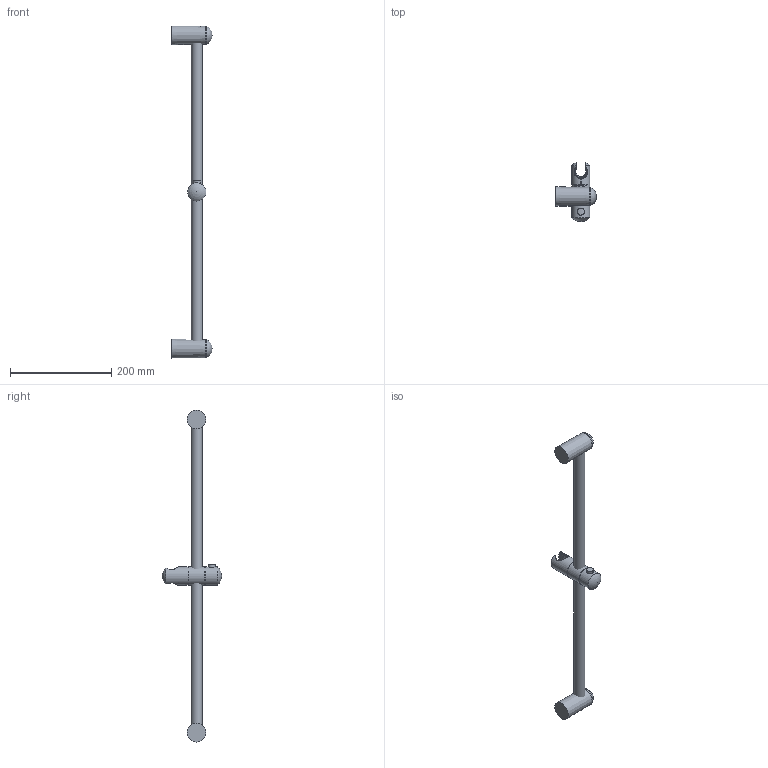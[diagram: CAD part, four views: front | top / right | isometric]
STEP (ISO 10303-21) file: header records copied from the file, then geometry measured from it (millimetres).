
FILE_DESCRIPTION(/* description */ ('Unknown'),/* implementation_level */ '2;1');
FILE_NAME(/* name */ '27523000',/* time_stamp */ '2022-09-08T16:13:48+02:00',/* author */ ('Unknown'),/* organization */ ('GROHE AG'),/* preprocessor_version */ 'ST-DEVELOPER v16.7',/* originating_system */ 'DEX',/* authorisation */ $);
FILE_SCHEMA (('AUTOMOTIVE_DESIGN {1 0 10303 214 3 1 1}'));
Length unit declared in the file: millimetre
Products named in the file (3): 27523000; id44
Assembly tree (2 placements, depth 2):
  27523000
    27523000
    id44
Bounding box: 80.76 x 117.24 x 657.42 mm (x, y, z)
Volume: 190863.2 mm3; surface area: 87253.5 mm2
Topology: 3 solids, 7 shells, 36 faces, 268 edges, 235 vertices
Faces by surface type: plane 11, cylinder 10, cone 6, sphere 5, bspline 4
Full cylindrical faces by diameter (mm): 14 x1, 21.8 x1, 32 x1, 32.092 x1, 35.8 x2, 36 x3
Entity records: 3147 total; most frequent: CARTESIAN_POINT 1446, ORIENTED_EDGE 292, EDGE_CURVE 236, VERTEX_POINT 219, B_SPLINE_CURVE_WITH_KNOTS 182, DIRECTION 164, AXIS2_PLACEMENT_3D 75, EDGE_LOOP 62
